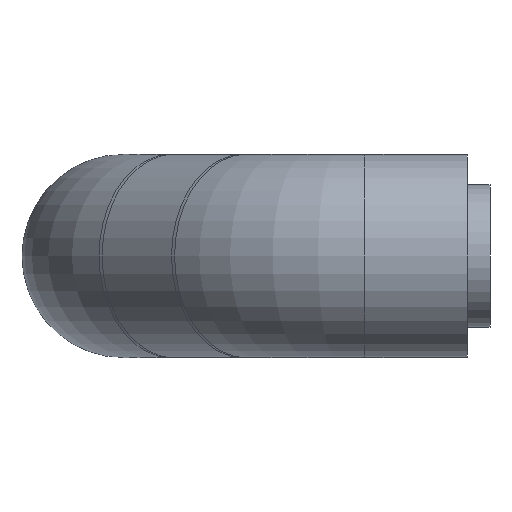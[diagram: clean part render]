
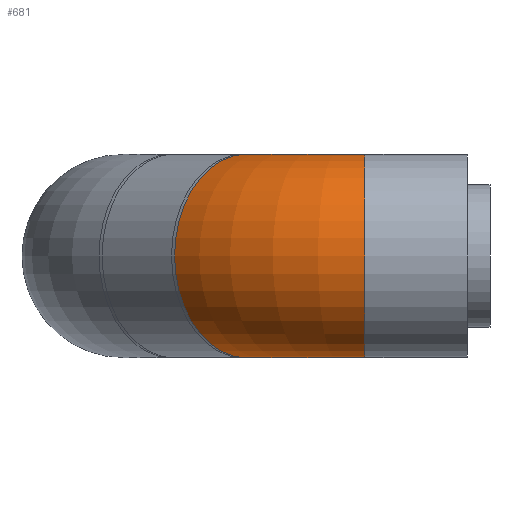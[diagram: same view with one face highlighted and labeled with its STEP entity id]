
A CAD part, left-side view. The second image highlights one B-rep face of the part: STEP entity #681.
In plain terms, the highlighted toroidal (fillet/blend) face has major radius 76.2 mm and minor radius 45 mm.
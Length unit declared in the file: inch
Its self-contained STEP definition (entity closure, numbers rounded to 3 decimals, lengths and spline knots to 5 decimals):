
#14 = DIRECTION ( 'NONE',  ( 1., 0., 0. ) ) ;
#15 = EDGE_CURVE ( 'NONE', #149, #149, #410, .T. ) ;
#26 = CIRCLE ( 'NONE', #649, 1.77165 ) ;
#56 = DIRECTION ( 'NONE',  ( 0., 1., 0. ) ) ;
#134 = AXIS2_PLACEMENT_3D ( 'NONE', #534, #658, #496 ) ;
#149 = VERTEX_POINT ( 'NONE', #641 ) ;
#317 = ORIENTED_EDGE ( 'NONE', *, *, #510, .F. ) ;
#375 = ORIENTED_EDGE ( 'NONE', *, *, #15, .T. ) ;
#404 = EDGE_LOOP ( 'NONE', ( #375 ) ) ;
#407 = FACE_OUTER_BOUND ( 'NONE', #404, .T. ) ;
#410 = CIRCLE ( 'NONE', #570, 1.77165 ) ;
#436 = DIRECTION ( 'NONE',  ( 0.707, -0.707, 0. ) ) ;
#440 = DIRECTION ( 'NONE',  ( 0.707, 0.707, 0. ) ) ;
#444 = CARTESIAN_POINT ( 'NONE',  ( 0.87868, 3.91018, 0. ) ) ;
#460 = FACE_OUTER_BOUND ( 'NONE', #580, .T. ) ;
#477 = VERTEX_POINT ( 'NONE', #721 ) ;
#493 = CARTESIAN_POINT ( 'NONE',  ( 0., 1.78886, 0. ) ) ;
#496 = DIRECTION ( 'NONE',  ( -1., 0., 0. ) ) ;
#510 = EDGE_CURVE ( 'NONE', #477, #477, #26, .T. ) ;
#534 = CARTESIAN_POINT ( 'NONE',  ( 3., 1.78886, 0. ) ) ;
#570 = AXIS2_PLACEMENT_3D ( 'NONE', #493, #56, #14 ) ;
#580 = EDGE_LOOP ( 'NONE', ( #317 ) ) ;
#641 = CARTESIAN_POINT ( 'NONE',  ( 1.77165, 1.78886, 0. ) ) ;
#649 = AXIS2_PLACEMENT_3D ( 'NONE', #444, #440, #436 ) ;
#658 = DIRECTION ( 'NONE',  ( 0., 0., -1. ) ) ;
#681 = ADVANCED_FACE ( 'NONE', ( #407, #460 ), #689, .T. ) ;
#689 = TOROIDAL_SURFACE ( 'NONE', #134, 3., 1.77165 ) ;
#721 = CARTESIAN_POINT ( 'NONE',  ( 2.13143, 2.65743, 0. ) ) ;
